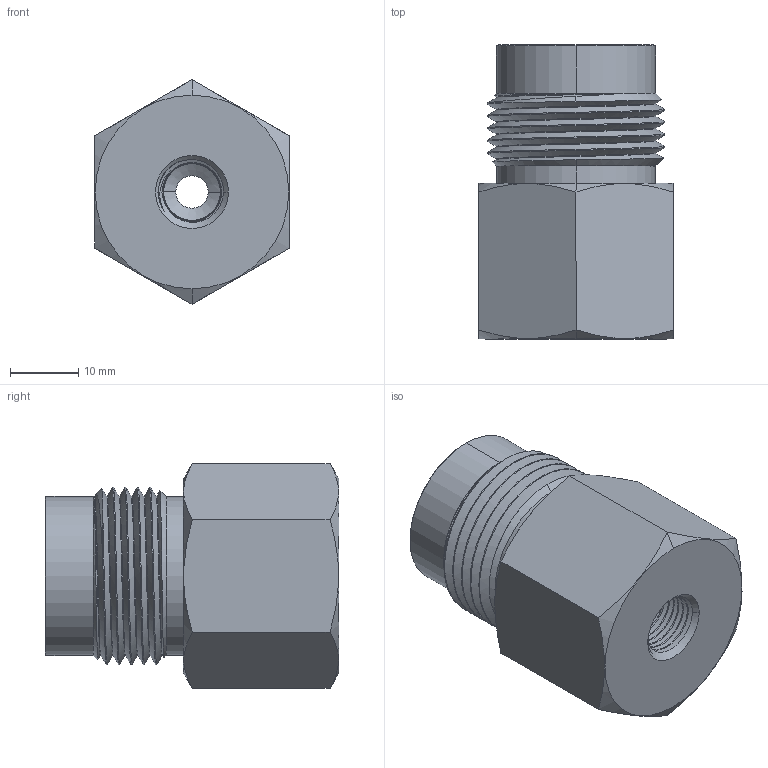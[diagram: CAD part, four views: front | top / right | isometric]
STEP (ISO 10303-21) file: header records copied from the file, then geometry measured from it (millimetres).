
FILE_DESCRIPTION (( 'STEP AP203' ), '1' );
FILE_NAME ('AD-626MSS-2FNPT.STEP', '2025-08-05T14:48:34', ( '' ), ( '' ), 'SwSTEP 2.0', 'SolidWorks 2018', '' );
FILE_SCHEMA (( 'CONFIG_CONTROL_DESIGN' ));
Length unit declared in the file: inch
Products named in the file (1): AD-626MSS-2FNPT
Bounding box: 28.57 x 43.18 x 33 mm (x, y, z)
Volume: 21578.1 mm3; surface area: 7157.4 mm2
Topology: 1 solids, 1 shells, 177 faces, 466 edges, 304 vertices
Faces by surface type: bspline 52, plane 51, cylinder 39, cone 35
Entity records: 13477 total; most frequent: CARTESIAN_POINT 9588, ORIENTED_EDGE 932, DIRECTION 560, EDGE_CURVE 466, VERTEX_POINT 304, VECTOR 214, LINE 214, EDGE_LOOP 192
